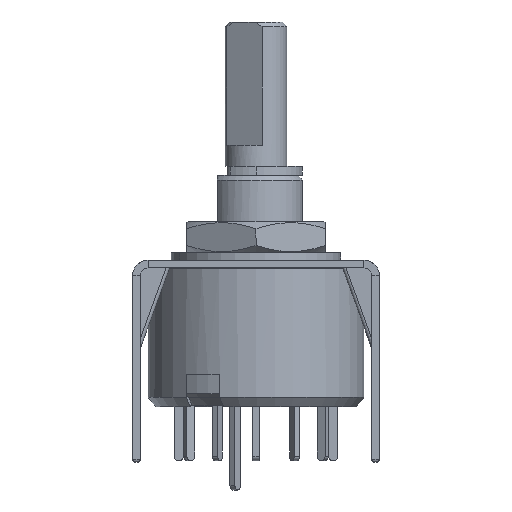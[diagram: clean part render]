
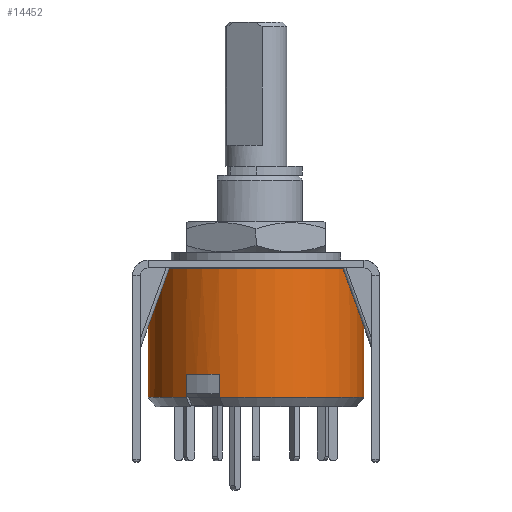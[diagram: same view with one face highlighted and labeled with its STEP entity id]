
A CAD part, front view. The second image highlights one B-rep face of the part: STEP entity #14452.
In plain terms, the highlighted cylindrical face has radius 7 mm (diameter 14 mm), a partial arc.
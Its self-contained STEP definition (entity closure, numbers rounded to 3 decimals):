
#136 = LINE ( 'NONE', #6778, #1981 ) ;
#214 = DIRECTION ( 'NONE',  ( 0., 0., -1. ) ) ;
#760 = EDGE_CURVE ( 'NONE', #3404, #9113, #6265, .T. ) ;
#774 = CARTESIAN_POINT ( 'NONE',  ( -7., 0., -7.4 ) ) ;
#1442 = EDGE_CURVE ( 'NONE', #9452, #12907, #16339, .T. ) ;
#1523 = CIRCLE ( 'NONE', #15751, 7. ) ;
#1981 = VECTOR ( 'NONE', #10616, 1000. ) ;
#2287 = CARTESIAN_POINT ( 'NONE',  ( -4.526, -5.34, -5.9 ) ) ;
#3210 = ORIENTED_EDGE ( 'NONE', *, *, #11797, .T. ) ;
#3404 = VERTEX_POINT ( 'NONE', #14781 ) ;
#3448 = CARTESIAN_POINT ( 'NONE',  ( 0., 0., -7.4 ) ) ;
#3555 = CARTESIAN_POINT ( 'NONE',  ( 0., 0., 0.95 ) ) ;
#4045 = EDGE_CURVE ( 'NONE', #9452, #16734, #13510, .T. ) ;
#4136 = VECTOR ( 'NONE', #4981, 1000. ) ;
#4210 = EDGE_CURVE ( 'NONE', #15267, #16327, #13729, .T. ) ;
#4595 = CARTESIAN_POINT ( 'NONE',  ( -2.361, -6.59, -7.4 ) ) ;
#4981 = DIRECTION ( 'NONE',  ( 0., 0., -1. ) ) ;
#5074 = ORIENTED_EDGE ( 'NONE', *, *, #8814, .F. ) ;
#5119 = DIRECTION ( 'NONE',  ( 0., 0., -1. ) ) ;
#5329 = CARTESIAN_POINT ( 'NONE',  ( 7., 0., -7.4 ) ) ;
#5830 = AXIS2_PLACEMENT_3D ( 'NONE', #8764, #14030, #6317 ) ;
#5997 = AXIS2_PLACEMENT_3D ( 'NONE', #3555, #8819, #14255 ) ;
#6213 = DIRECTION ( 'NONE',  ( 1., 0., 0. ) ) ;
#6265 = CIRCLE ( 'NONE', #5997, 7. ) ;
#6317 = DIRECTION ( 'NONE',  ( -1., 0., 0. ) ) ;
#6621 = EDGE_LOOP ( 'NONE', ( #5074, #14865, #3210, #8886, #13153, #11225, #11420, #12188 ) ) ;
#6778 = CARTESIAN_POINT ( 'NONE',  ( -7., 0., 9. ) ) ;
#6883 = CARTESIAN_POINT ( 'NONE',  ( -2.361, -6.59, -5.9 ) ) ;
#8066 = LINE ( 'NONE', #17153, #4136 ) ;
#8168 = VERTEX_POINT ( 'NONE', #6883 ) ;
#8642 = EDGE_CURVE ( 'NONE', #12907, #8168, #1523, .T. ) ;
#8764 = CARTESIAN_POINT ( 'NONE',  ( 0., 0., 9. ) ) ;
#8814 = EDGE_CURVE ( 'NONE', #3404, #15267, #13212, .T. ) ;
#8819 = DIRECTION ( 'NONE',  ( 0., 0., -1. ) ) ;
#8886 = ORIENTED_EDGE ( 'NONE', *, *, #4045, .F. ) ;
#9113 = VERTEX_POINT ( 'NONE', #15255 ) ;
#9452 = VERTEX_POINT ( 'NONE', #13283 ) ;
#9624 = VECTOR ( 'NONE', #214, 1000. ) ;
#10437 = CARTESIAN_POINT ( 'NONE',  ( 0., 0., -7.4 ) ) ;
#10616 = DIRECTION ( 'NONE',  ( 0., 0., -1. ) ) ;
#10864 = AXIS2_PLACEMENT_3D ( 'NONE', #10437, #5119, #11845 ) ;
#11225 = ORIENTED_EDGE ( 'NONE', *, *, #8642, .T. ) ;
#11420 = ORIENTED_EDGE ( 'NONE', *, *, #16852, .T. ) ;
#11510 = DIRECTION ( 'NONE',  ( -1., 0., 0. ) ) ;
#11789 = CARTESIAN_POINT ( 'NONE',  ( 7., 0., 9. ) ) ;
#11797 = EDGE_CURVE ( 'NONE', #9113, #16734, #136, .T. ) ;
#11845 = DIRECTION ( 'NONE',  ( 1., 0., 0. ) ) ;
#12188 = ORIENTED_EDGE ( 'NONE', *, *, #4210, .F. ) ;
#12620 = DIRECTION ( 'NONE',  ( 0., 0., 1. ) ) ;
#12907 = VERTEX_POINT ( 'NONE', #2287 ) ;
#12964 = CARTESIAN_POINT ( 'NONE',  ( 0., 0., -5.9 ) ) ;
#13012 = DIRECTION ( 'NONE',  ( 0., 0., -1. ) ) ;
#13153 = ORIENTED_EDGE ( 'NONE', *, *, #1442, .T. ) ;
#13212 = LINE ( 'NONE', #11789, #9624 ) ;
#13283 = CARTESIAN_POINT ( 'NONE',  ( -4.526, -5.34, -7.4 ) ) ;
#13407 = VECTOR ( 'NONE', #12620, 1000. ) ;
#13422 = CYLINDRICAL_SURFACE ( 'NONE', #5830, 7. ) ;
#13510 = CIRCLE ( 'NONE', #15595, 7. ) ;
#13729 = CIRCLE ( 'NONE', #10864, 7. ) ;
#14030 = DIRECTION ( 'NONE',  ( 0., 0., -1. ) ) ;
#14255 = DIRECTION ( 'NONE',  ( -1., 0., 0. ) ) ;
#14452 = ADVANCED_FACE ( 'NONE', ( #16359 ), #13422, .T. ) ;
#14781 = CARTESIAN_POINT ( 'NONE',  ( 7., 0., 0.95 ) ) ;
#14865 = ORIENTED_EDGE ( 'NONE', *, *, #760, .T. ) ;
#15255 = CARTESIAN_POINT ( 'NONE',  ( -7., 0., 0.95 ) ) ;
#15267 = VERTEX_POINT ( 'NONE', #5329 ) ;
#15285 = CARTESIAN_POINT ( 'NONE',  ( -4.526, -5.34, 9. ) ) ;
#15595 = AXIS2_PLACEMENT_3D ( 'NONE', #3448, #13012, #6213 ) ;
#15744 = DIRECTION ( 'NONE',  ( 0., 0., 1. ) ) ;
#15751 = AXIS2_PLACEMENT_3D ( 'NONE', #12964, #15744, #11510 ) ;
#16327 = VERTEX_POINT ( 'NONE', #4595 ) ;
#16339 = LINE ( 'NONE', #15285, #13407 ) ;
#16359 = FACE_OUTER_BOUND ( 'NONE', #6621, .T. ) ;
#16734 = VERTEX_POINT ( 'NONE', #774 ) ;
#16852 = EDGE_CURVE ( 'NONE', #8168, #16327, #8066, .T. ) ;
#17153 = CARTESIAN_POINT ( 'NONE',  ( -2.361, -6.59, 9. ) ) ;
